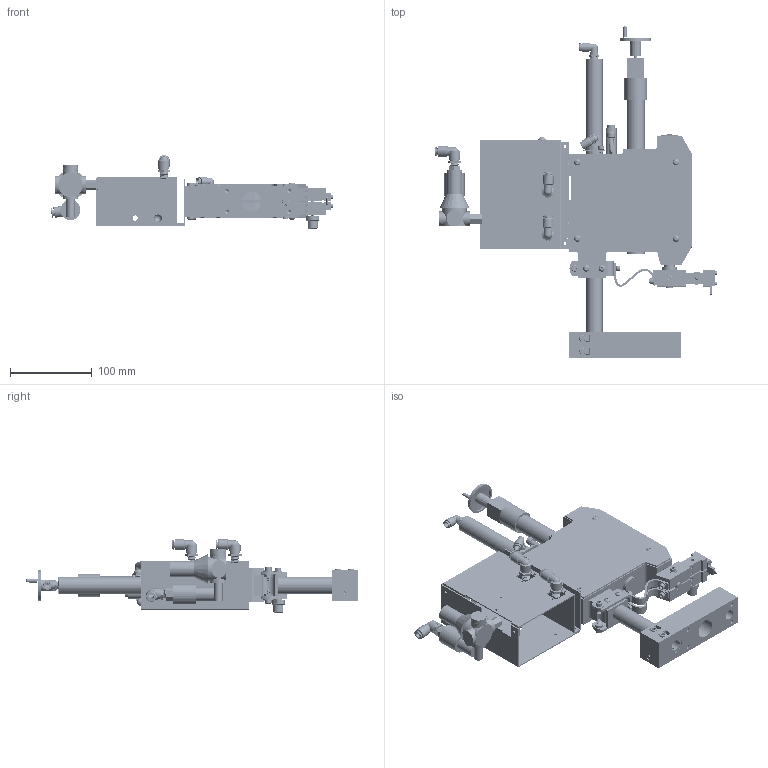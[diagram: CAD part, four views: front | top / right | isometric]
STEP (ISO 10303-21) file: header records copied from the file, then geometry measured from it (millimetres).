
FILE_DESCRIPTION (( 'STEP AP214' ), '1' );
FILE_NAME ('87A EZ Assembly.STEP', '2015-08-06T15:09:14', ( 'user' ), ( '' ), 'SwSTEP 2.0', 'SolidWorks 2012', '' );
FILE_SCHEMA (( 'AUTOMOTIVE_DESIGN' ));
Length unit declared in the file: millimetre
Products named in the file (7): 4-05750-01 Electrode; 4-31287-01 Flexure Strap 87A; 87A Electrode Holder; EZ Air Single; 87A Body; 4-32442-01 Mounting Base ASSY, Thin; 87A EZ Assembly
Assembly tree (8 placements, depth 2):
  87A EZ Assembly
    4-32442-01 Mounting Base ASSY, Thin
    87A Body
    EZ Air Single
    87A Electrode Holder
    4-31287-01 Flexure Strap 87A  x2
    4-05750-01 Electrode  x2
Bounding box: 345.33 x 405.81 x 89.91 mm (x, y, z)
Volume: 1033929.4 mm3; surface area: 454246.7 mm2
Topology: 80 solids, 97 shells, 1768 faces, 3909 edges, 2423 vertices
Faces by surface type: plane 799, cone 445, cylinder 386, bspline 108, sphere 22, torus 8
Full cylindrical faces by diameter (mm): 1.778 x2, 1.981 x4, 2.705 x2, 2.845 x3, 3.048 x8, 3.175 x11, 3.3 x1, 3.454 x14, 3.556 x4, 3.658 x4, 3.734 x1, 3.81 x1, 4 x1, 4.039 x4, 4.166 x5, 4.216 x10, 4.318 x6, 4.369 x2, 4.42 x4, 4.648 x4, 4.75 x4, 4.775 x8, 4.826 x1, 5.08 x6, 5.105 x7, 5.156 x2, 5.207 x6, 5.41 x2, 5.537 x3, 5.613 x4
Entity records: 142872 total; most frequent: CARTESIAN_POINT 89567, DIRECTION 6751, ORIENTED_EDGE 6256, EDGE_CURVE 3159, AXIS2_PLACEMENT_3D 2771, EDGE_LOOP 2475, VERTEX_POINT 2147, FACE_OUTER_BOUND 1990
